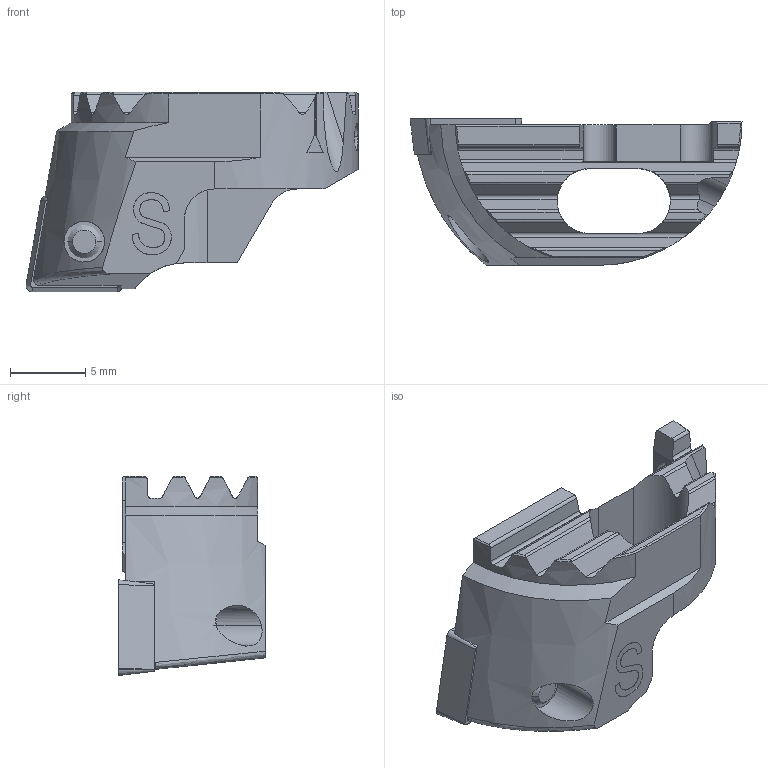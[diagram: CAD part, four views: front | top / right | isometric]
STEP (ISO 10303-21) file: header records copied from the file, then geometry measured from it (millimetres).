
FILE_DESCRIPTION(('no description'),'unknown implementation level');
FILE_NAME('720EDD67-E674-4B3D-801E-10FDA8BCDF57_export.stp',' ',('CIMSOURCE GmbH'),('CADClick - KiM GmbH - www.kimweb.de'),'unknown preprocess','ACIS','unknown authorization');
FILE_SCHEMA(('automotive_design'));
Length unit declared in the file: millimetre
Products named in the file (3): 639.415 Kaiser 25-31 SW20 CC06 S|694.122 Kaiser ETL M2.5x6.5 T7 IP 10S;Kreismuster1; 639.415 Kaiser 25-31 SW20 CC06 S|639.415 Kaiser 25-31 SW20 CC06 S;Marke; 639.415 Kaiser 25-31 SW20 CC06 S|654.852 Kaiser CCMT 060204 K20C;Kombinieren1
Bounding box: 22 x 9.73 x 13.2 mm (x, y, z)
Volume: 999.8 mm3; surface area: 1246.7 mm2
Topology: 3 solids, 3 shells, 204 faces, 557 edges, 362 vertices
Faces by surface type: plane 73, cylinder 62, cone 32, bspline 29, torus 8
Entity records: 16905 total; most frequent: CARTESIAN_POINT 5647, STYLED_ITEM 1126, PRESENTATION_STYLE_ASSIGNMENT 1126, COLOUR_RGB 1126, ORIENTED_EDGE 1114, DIRECTION 950, EDGE_CURVE 557, CURVE_STYLE 557
